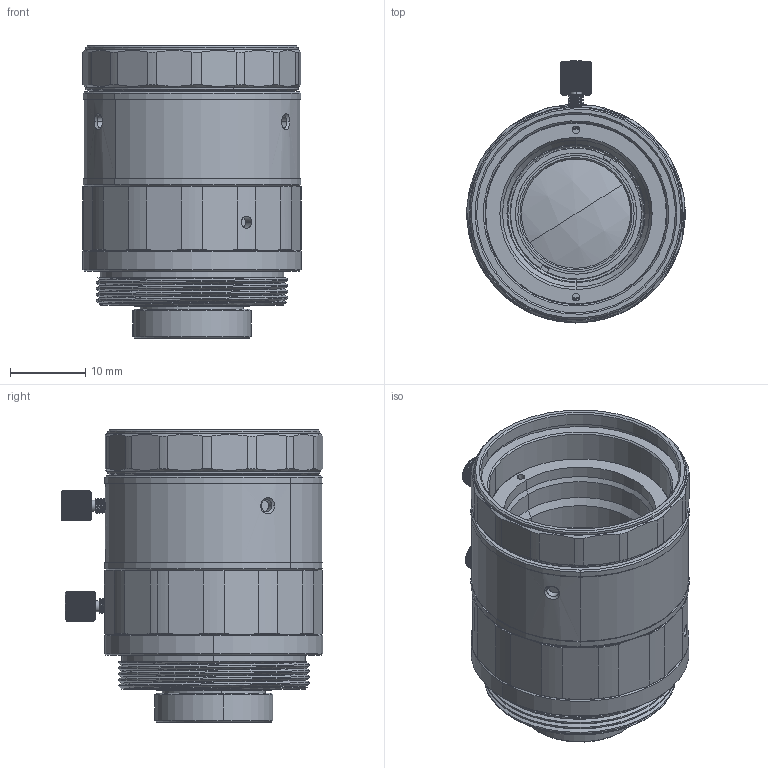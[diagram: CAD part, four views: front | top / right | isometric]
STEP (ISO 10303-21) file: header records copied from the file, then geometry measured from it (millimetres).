
FILE_DESCRIPTION (( 'STEP AP203' ), '1' );
FILE_NAME ('QM994316180軞蚾.STEP', '2021-05-19T07:18:45', ( '' ), ( '' ), 'SwSTEP 2.0', 'SolidWorks 2018', '' );
FILE_SCHEMA (( 'CONFIG_CONTROL_DESIGN' ));
Length unit declared in the file: millimetre
Products named in the file (31): QM901618G07; QM910161802; QM901618G03; QM919011600; QM901618G05; QM994316180軞蚾; QM919001604驱动环导钉; QM910161808; QM901618G06; QM910251811; QM910161810; QM901618U02; QM910161809; QM919001603; QM984316181光圈组件; QM910161805; QM910251804; QM901618U04; QM910161811; QM910161803; 翋芠; QM910161804; QM919012000; QM930006605; QM919001605眻輛絳砃隊; QM910161801; QM901618G04; QM919001602; QM901618G02; QM901618G01; QM910161807
Assembly tree (42 placements, depth 4):
  QM994316180軞蚾
    翋芠
      QM910161801
      QM910161807
      QM910161809
      QM901618G01
      QM901618U02
        QM901618G02
        QM901618G03
    QM910161802
    QM910161803
    QM910161805
    QM919001604驱动环导钉
    QM919001603  x3
    QM919012000  x2
    QM919001605眻輛絳砃隊
    QM984316181光圈组件
      QM910161804
      QM901618U04
        QM901618G05
        QM901618G04
      QM901618G06
      QM901618G07
      QM910161810
      QM910161811
      QM910161808
      QM910251811
      QM919011600
      QM930006605  x8
    QM910251804
    QM919001602  x3
Bounding box: 29 x 34.75 x 38.77 mm (x, y, z)
Volume: 14167.2 mm3; surface area: 23983.8 mm2
Topology: 54 solids, 54 shells, 2360 faces, 6014 edges, 3876 vertices
Faces by surface type: cylinder 933, plane 776, cone 418, torus 116, bspline 81, sphere 36
Entity records: 73489 total; most frequent: CARTESIAN_POINT 31586, ORIENTED_EDGE 8224, DIRECTION 7924, EDGE_CURVE 4112, AXIS2_PLACEMENT_3D 3255, VERTEX_POINT 2642, EDGE_LOOP 1790, CIRCLE 1655
